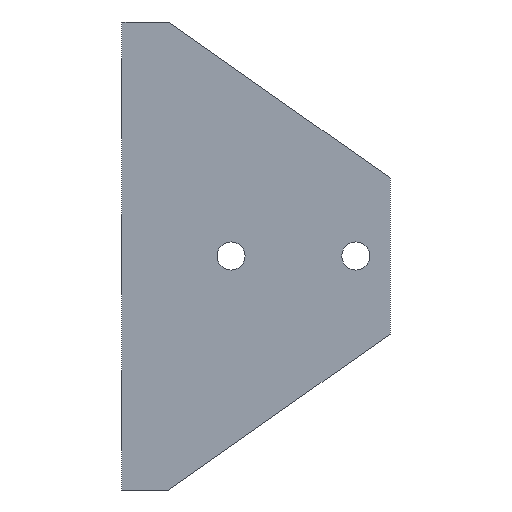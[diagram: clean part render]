
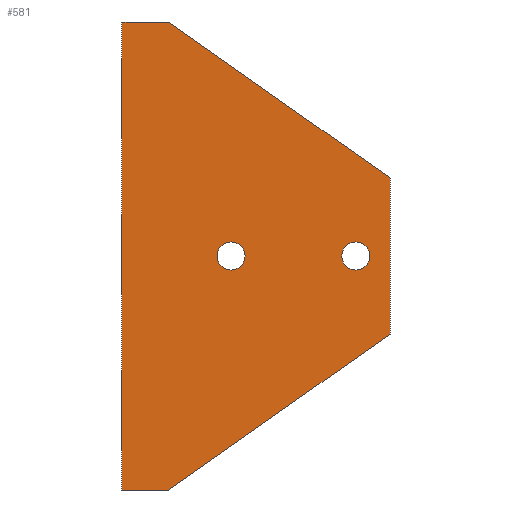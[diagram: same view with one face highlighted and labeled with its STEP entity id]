
A CAD part, left-side view. The second image highlights one B-rep face of the part: STEP entity #581.
In plain terms, the highlighted planar face has unit normal (-1, 0, 0).
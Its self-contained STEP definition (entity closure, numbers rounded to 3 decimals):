
#30=FACE_BOUND('',#93,.T.);
#31=FACE_BOUND('',#94,.T.);
#46=CIRCLE('',#647,4.5);
#47=CIRCLE('',#648,4.5);
#56=FACE_OUTER_BOUND('',#92,.T.);
#92=EDGE_LOOP('',(#436,#437,#438,#439,#440,#441,#442,#443));
#93=EDGE_LOOP('',(#444));
#94=EDGE_LOOP('',(#445));
#117=LINE('',#830,#179);
#137=LINE('',#887,#199);
#141=LINE('',#893,#203);
#142=LINE('',#896,#204);
#150=LINE('',#910,#212);
#157=LINE('',#937,#219);
#158=LINE('',#938,#220);
#159=LINE('',#939,#221);
#179=VECTOR('',#675,10.);
#199=VECTOR('',#717,10.);
#203=VECTOR('',#723,10.);
#204=VECTOR('',#726,10.);
#212=VECTOR('',#738,10.);
#219=VECTOR('',#759,10.);
#220=VECTOR('',#760,10.);
#221=VECTOR('',#761,10.);
#241=VERTEX_POINT('',#827);
#242=VERTEX_POINT('',#829);
#267=VERTEX_POINT('',#885);
#268=VERTEX_POINT('',#886);
#269=VERTEX_POINT('',#891);
#270=VERTEX_POINT('',#895);
#274=VERTEX_POINT('',#908);
#287=VERTEX_POINT('',#936);
#288=VERTEX_POINT('',#940);
#289=VERTEX_POINT('',#942);
#293=EDGE_CURVE('',#242,#241,#117,.T.);
#321=EDGE_CURVE('',#267,#268,#137,.T.);
#325=EDGE_CURVE('',#269,#268,#141,.T.);
#326=EDGE_CURVE('',#269,#270,#142,.T.);
#334=EDGE_CURVE('',#241,#274,#150,.T.);
#347=EDGE_CURVE('',#274,#287,#157,.T.);
#348=EDGE_CURVE('',#267,#287,#158,.T.);
#349=EDGE_CURVE('',#242,#270,#159,.T.);
#350=EDGE_CURVE('',#288,#288,#46,.T.);
#351=EDGE_CURVE('',#289,#289,#47,.T.);
#436=ORIENTED_EDGE('',*,*,#347,.T.);
#437=ORIENTED_EDGE('',*,*,#348,.F.);
#438=ORIENTED_EDGE('',*,*,#321,.T.);
#439=ORIENTED_EDGE('',*,*,#325,.F.);
#440=ORIENTED_EDGE('',*,*,#326,.T.);
#441=ORIENTED_EDGE('',*,*,#349,.F.);
#442=ORIENTED_EDGE('',*,*,#293,.T.);
#443=ORIENTED_EDGE('',*,*,#334,.T.);
#444=ORIENTED_EDGE('',*,*,#350,.T.);
#445=ORIENTED_EDGE('',*,*,#351,.T.);
#532=PLANE('',#646);
#581=ADVANCED_FACE('',(#56,#30,#31),#532,.T.);
#646=AXIS2_PLACEMENT_3D('',#935,#757,#758);
#647=AXIS2_PLACEMENT_3D('',#941,#762,#763);
#648=AXIS2_PLACEMENT_3D('',#943,#764,#765);
#675=DIRECTION('',(0.,1.,0.));
#717=DIRECTION('',(0.,-0.818,0.576));
#723=DIRECTION('',(0.,0.,-1.));
#726=DIRECTION('',(0.,0.818,0.576));
#738=DIRECTION('',(0.,0.,-1.));
#757=DIRECTION('center_axis',(-1.,0.,0.));
#758=DIRECTION('ref_axis',(0.,0.,1.));
#759=DIRECTION('',(0.,-1.,0.));
#760=DIRECTION('',(0.,1.,0.));
#761=DIRECTION('',(0.,-1.,0.));
#762=DIRECTION('center_axis',(1.,0.,0.));
#763=DIRECTION('ref_axis',(0.,0.,1.));
#764=DIRECTION('center_axis',(1.,0.,0.));
#765=DIRECTION('ref_axis',(0.,0.,1.));
#827=CARTESIAN_POINT('',(-33.,1.5,0.));
#829=CARTESIAN_POINT('',(-33.,-1.5,0.));
#830=CARTESIAN_POINT('',(-33.,-20.652,0.));
#885=CARTESIAN_POINT('',(-33.,-13.5,-150.));
#886=CARTESIAN_POINT('',(-33.,-84.5,-100.));
#887=CARTESIAN_POINT('',(-33.,-40.447,-131.024));
#891=CARTESIAN_POINT('',(-33.,-84.5,-50.));
#893=CARTESIAN_POINT('',(-33.,-84.5,0.));
#895=CARTESIAN_POINT('',(-33.,-13.5,0.));
#896=CARTESIAN_POINT('',(-33.,-75.947,-43.976));
#908=CARTESIAN_POINT('',(-33.,1.5,-150.));
#910=CARTESIAN_POINT('',(-33.,1.5,-75.));
#935=CARTESIAN_POINT('Origin',(-33.,-41.304,-75.));
#936=CARTESIAN_POINT('',(-33.,-1.5,-150.));
#937=CARTESIAN_POINT('',(-33.,-21.402,-150.));
#938=CARTESIAN_POINT('',(-33.,1.893,-150.));
#939=CARTESIAN_POINT('',(-33.,-20.652,0.));
#940=CARTESIAN_POINT('',(-33.,-73.5,-79.5));
#941=CARTESIAN_POINT('Origin',(-33.,-73.5,-75.));
#942=CARTESIAN_POINT('',(-33.,-33.5,-79.5));
#943=CARTESIAN_POINT('Origin',(-33.,-33.5,-75.));
